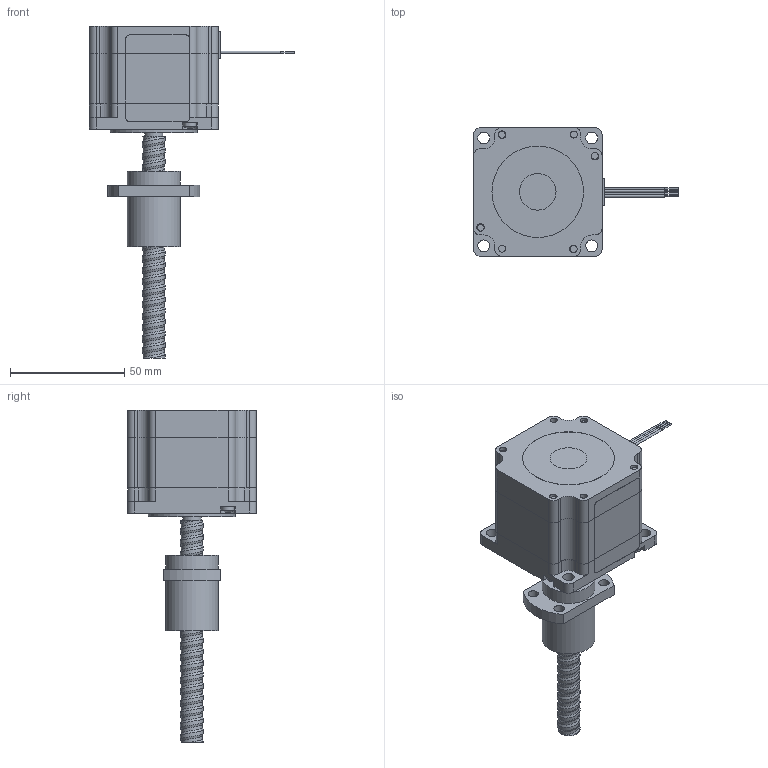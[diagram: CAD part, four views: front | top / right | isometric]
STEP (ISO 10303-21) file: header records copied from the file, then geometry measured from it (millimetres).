
FILE_DESCRIPTION(/* description */ (''),/* implementation_level */ '2;1');
FILE_NAME(/* name */ '23E2130BS154-100.stp',/* time_stamp */ '2020-08-20T13:08:19+08:00',/* author */ ('hc7413'),/* organization */ (''),/* preprocessor_version */ 'ST-DEVELOPER v16.1',/* originating_system */ 'Autodesk Inventor 2016',/* authorisation */ '');
FILE_SCHEMA (('AUTOMOTIVE_DESIGN { 1 0 10303 214 3 1 1 }'));
Products named in the file (24): 02-025(23H2047); 12-020-1(23H2047); 15-001-037(23H2047）; 12-008(4线护线套); 09-009-1(红); 09-009-2(红白); 09-009-3(绿); 09-009-4(绿白); 02-026-3(3A); 03-021(23H2047转子叠片); 07-005（57磁钢）; 03-023(23E2047转子总成); 01-011(前盖); 01-012(后盖); 06-009(预紧螺母); 07-011(6902ZZ); 10-004(调整垫); 11-015(丝杆紧固螺母); 1004 (1); 57铭牌; 57单厚标签; SR1015; 11-009(M3x41); 装配2
Assembly tree (28 placements, depth 3):
  装配2
    02-026-3(3A)
      02-025(23H2047)
      12-020-1(23H2047)  x2
      15-001-037(23H2047）
      12-008(4线护线套)
      09-009-1(红)
      09-009-2(红白)
      09-009-3(绿)
      09-009-4(绿白)
    03-023(23E2047转子总成)
      03-021(23H2047转子叠片)
      07-005（57磁钢）
    01-011(前盖)
    01-012(后盖)
    06-009(预紧螺母)
    07-011(6902ZZ)  x2
    10-004(调整垫)
    11-009(M3x41)  x4
    11-015(丝杆紧固螺母)
    1004 (1)
    57铭牌
    57单厚标签
    SR1015
Bounding box: 89.6 x 56.3 x 145.05 mm (x, y, z)
Volume: 99791.7 mm3; surface area: 91042.5 mm2
Topology: 39 solids, 44 shells, 2030 faces, 5823 edges, 3854 vertices
Faces by surface type: cylinder 1085, plane 912, torus 16, sphere 8, cone 5, bspline 4
Full cylindrical faces by diameter (mm): 0.6 x4, 1 x18, 1.5 x10, 2.5 x2, 3 x6, 3.1 x4, 3.3 x12, 4.166 x1, 4.2 x1, 4.5 x4, 4.8 x7, 5.2 x4, 5.6 x4, 7 x1, 8 x1, 10 x1, 11.8 x1, 15 x2, 15.5 x1, 16 x1, 16.5 x1, 17 x1, 21 x1, 22 x1, 23 x2, 26 x1, 28 x6, 32 x1, 34.82 x2, 35.5 x2
Entity records: 57811 total; most frequent: CARTESIAN_POINT 14370, DIRECTION 9577, ORIENTED_EDGE 8712, EDGE_CURVE 4362, AXIS2_PLACEMENT_3D 3606, VERTEX_POINT 2944, LINE 2365, VECTOR 2365
